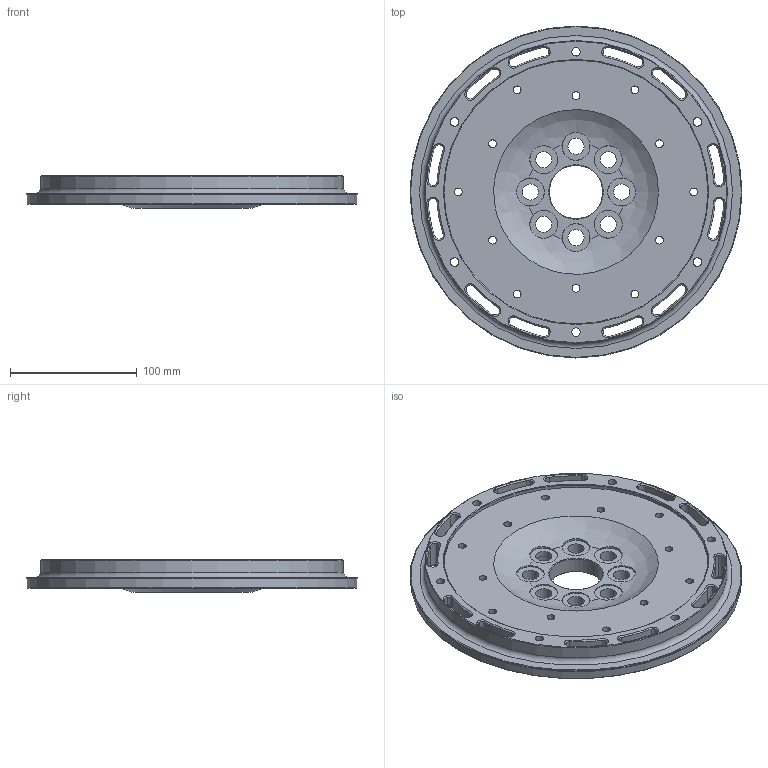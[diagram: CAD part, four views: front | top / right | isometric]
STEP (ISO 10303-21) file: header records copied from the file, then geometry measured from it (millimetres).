
FILE_DESCRIPTION(/* description */ (''),/* implementation_level */ '2;1');
FILE_NAME(/* name */ 'маховик на Н42.stp',/* time_stamp */ '2020-11-25T11:28:42+03:00',/* author */ (''),/* organization */ (''),/* preprocessor_version */ 'ST-DEVELOPER v16',/* originating_system */ 'SIEMENS PLM Software NX 10.0',/* authorisation */ '');
FILE_SCHEMA (('AP203_CONFIGURATION_CONTROLLED_3D_DESIGN_OF_MECHANICAL_PARTS_AND_ASSEMBLIES_MIM_LF { 1 0 10303 403 2 1 2}'));
Length unit declared in the file: millimetre
Products named in the file (1): User14DC1E64cex9
Bounding box: 262 x 262 x 25.99 mm (x, y, z)
Volume: 697348.7 mm3; surface area: 149988.4 mm2
Topology: 1 solids, 1 shells, 316 faces, 781 edges, 474 vertices
Faces by surface type: cone 159, cylinder 124, plane 29, torus 3, bspline 1
Full cylindrical faces by diameter (mm): 6.2 x12, 6.7 x6, 12.75 x8, 14.7 x1, 15 x12, 22 x8, 42.02 x1, 208.2 x1, 239.017 x1, 260.36 x1, 262 x1
Entity records: 9137 total; most frequent: CARTESIAN_POINT 1790, DIRECTION 1662, ORIENTED_EDGE 1334, AXIS2_PLACEMENT_3D 747, EDGE_CURVE 667, EDGE_LOOP 472, VERTEX_POINT 431, CIRCLE 431
